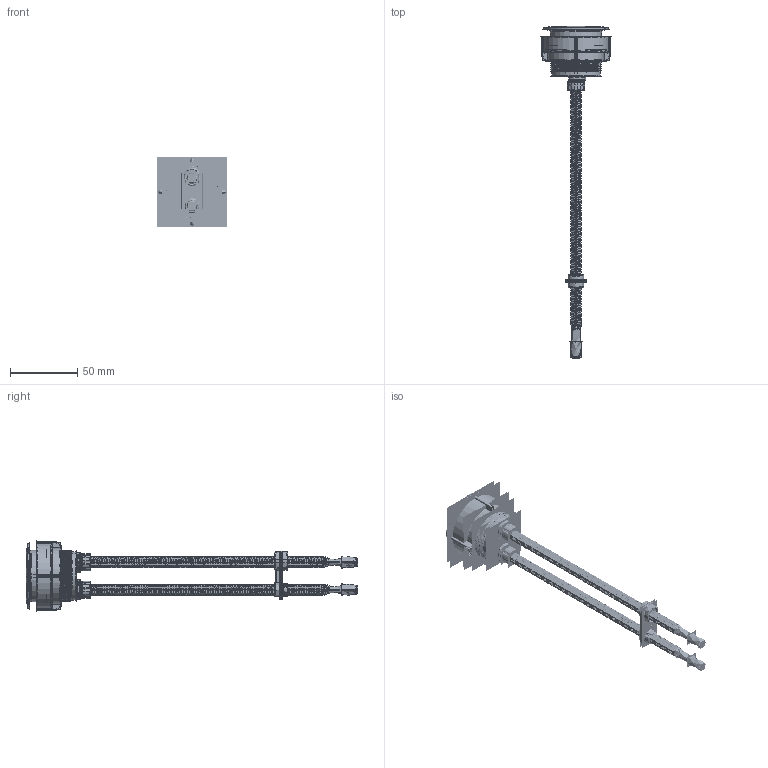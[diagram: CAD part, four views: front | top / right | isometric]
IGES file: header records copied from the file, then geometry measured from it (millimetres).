
Start section:  PTC IGES file: A3602800000.igs
Global section: file name: A3602800000.igs; native system: Creo Elements/Pro by Parametric Technology Corporation; preprocessor: 2015240; author: zhuanghb; organization: Unknown; date: 20210319.112645; units: millimetre
Bounding box: 52.42 x 246.45 x 52.42 mm (x, y, z)
Surface area: 379186.9 mm2 (no closed solid volume)
Topology: 0 solids, 0 shells, 7132 faces, 125016 edges, 163128 vertices
Faces by surface type: revolution 3570, bspline 2346, extrusion 1216
